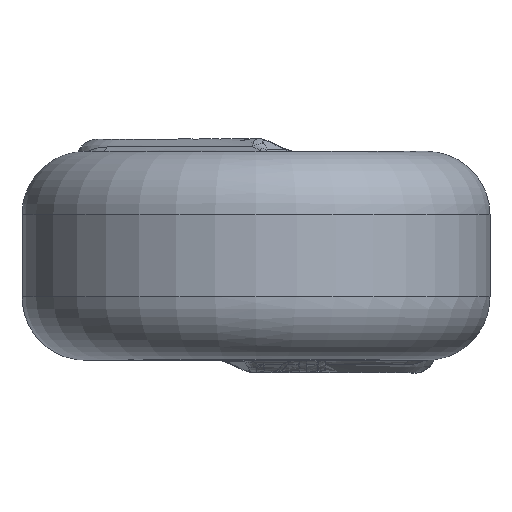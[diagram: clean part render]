
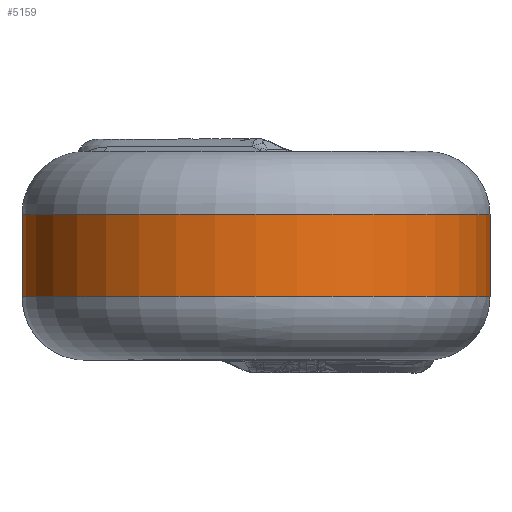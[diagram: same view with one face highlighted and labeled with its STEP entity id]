
A CAD part, top view. The second image highlights one B-rep face of the part: STEP entity #5159.
In plain terms, the highlighted cylindrical face has radius 3.7 mm (diameter 7.4 mm), a full revolution.
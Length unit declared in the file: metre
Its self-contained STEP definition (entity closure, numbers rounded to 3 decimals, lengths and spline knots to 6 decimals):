
#85=CIRCLE('',#5381,0.0037);
#86=CIRCLE('',#5382,0.0037);
#714=CYLINDRICAL_SURFACE('',#5380,0.0037);
#1405=ORIENTED_EDGE('',*,*,#2249,.T.);
#1406=ORIENTED_EDGE('',*,*,#2250,.F.);
#2249=EDGE_CURVE('',#2671,#2671,#85,.T.);
#2250=EDGE_CURVE('',#2672,#2672,#86,.T.);
#2671=VERTEX_POINT('',#8610);
#2672=VERTEX_POINT('',#8612);
#3179=EDGE_LOOP('',(#1405));
#3180=EDGE_LOOP('',(#1406));
#3410=FACE_BOUND('',#3179,.T.);
#3411=FACE_BOUND('',#3180,.T.);
#5159=ADVANCED_FACE('',(#3410,#3411),#714,.T.);
#5380=AXIS2_PLACEMENT_3D('',#8608,#5978,#5979);
#5381=AXIS2_PLACEMENT_3D('',#8609,#5980,#5981);
#5382=AXIS2_PLACEMENT_3D('',#8611,#5982,#5983);
#5978=DIRECTION('',(0.,1.,0.));
#5979=DIRECTION('',(0.,0.,1.));
#5980=DIRECTION('',(0.,1.,0.));
#5981=DIRECTION('',(0.,0.,1.));
#5982=DIRECTION('',(0.,1.,0.));
#5983=DIRECTION('',(0.,0.,1.));
#8608=CARTESIAN_POINT('',(0.,-0.00165,0.));
#8609=CARTESIAN_POINT('',(0.,-0.00065,0.));
#8610=CARTESIAN_POINT('',(0.,-0.00065,0.0037));
#8611=CARTESIAN_POINT('',(0.,0.00065,0.));
#8612=CARTESIAN_POINT('',(0.,0.00065,0.0037));
